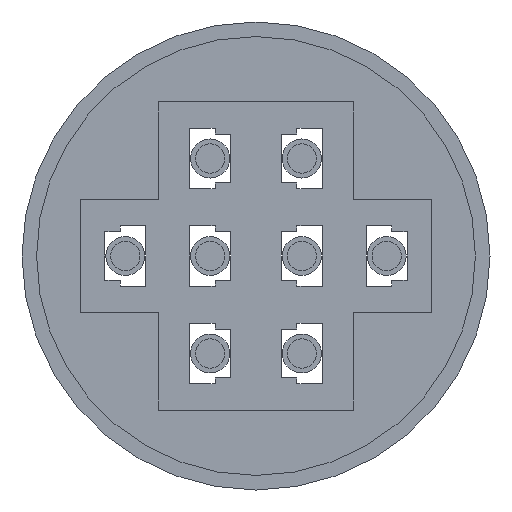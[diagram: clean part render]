
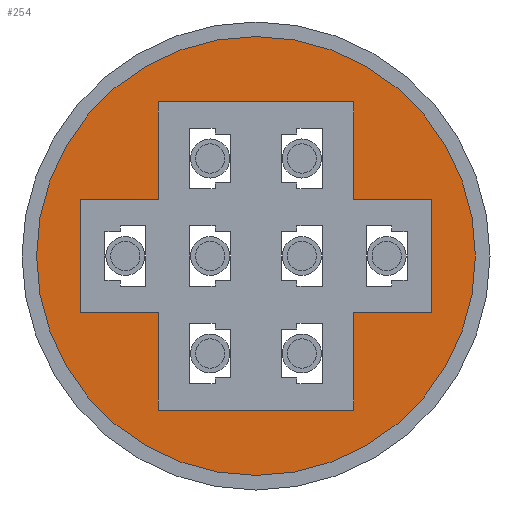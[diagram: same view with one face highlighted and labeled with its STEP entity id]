
A CAD part, front view. The second image highlights one B-rep face of the part: STEP entity #254.
In plain terms, the highlighted planar face has unit normal (0, -1, 0).
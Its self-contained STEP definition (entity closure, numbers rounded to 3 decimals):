
#254=ADVANCED_FACE('',(#2042,#2044),#2046,.T.);
#2042=FACE_BOUND('',#2043,.T.);
#2043=EDGE_LOOP('',(#3552));
#2044=FACE_BOUND('',#2045,.T.);
#2045=EDGE_LOOP('',(#3553,#3554,#3555,#3556,#3557,#3558,#3559,#3560,#3561,#3562,
#3563,#3564));
#2046=PLANE('',#2047);
#2047=AXIS2_PLACEMENT_3D('',#2048,#2049,#2050);
#2048=CARTESIAN_POINT('',(0.,-14.2,0.));
#2049=DIRECTION('',(0.,-1.,0.));
#2050=DIRECTION('',(1.,0.,0.));
#3552=ORIENTED_EDGE('',*,*,#4507,.T.);
#3553=ORIENTED_EDGE('',*,*,#4506,.T.);
#3554=ORIENTED_EDGE('',*,*,#4504,.T.);
#3555=ORIENTED_EDGE('',*,*,#4502,.T.);
#3556=ORIENTED_EDGE('',*,*,#4500,.T.);
#3557=ORIENTED_EDGE('',*,*,#4498,.T.);
#3558=ORIENTED_EDGE('',*,*,#4496,.T.);
#3559=ORIENTED_EDGE('',*,*,#4494,.T.);
#3560=ORIENTED_EDGE('',*,*,#4492,.T.);
#3561=ORIENTED_EDGE('',*,*,#4490,.T.);
#3562=ORIENTED_EDGE('',*,*,#4488,.T.);
#3563=ORIENTED_EDGE('',*,*,#4486,.T.);
#3564=ORIENTED_EDGE('',*,*,#4484,.T.);
#4484=EDGE_CURVE('',#5053,#5051,#5054,.T.);
#4486=EDGE_CURVE('',#5056,#5053,#5057,.T.);
#4488=EDGE_CURVE('',#5059,#5056,#5060,.T.);
#4490=EDGE_CURVE('',#5062,#5059,#5063,.T.);
#4492=EDGE_CURVE('',#5065,#5062,#5066,.T.);
#4494=EDGE_CURVE('',#5068,#5065,#5069,.T.);
#4496=EDGE_CURVE('',#5071,#5068,#5072,.T.);
#4498=EDGE_CURVE('',#5074,#5071,#5075,.T.);
#4500=EDGE_CURVE('',#5077,#5074,#5078,.T.);
#4502=EDGE_CURVE('',#5080,#5077,#5081,.T.);
#4504=EDGE_CURVE('',#5083,#5080,#5084,.T.);
#4506=EDGE_CURVE('',#5051,#5083,#5086,.T.);
#4507=EDGE_CURVE('',#5087,#5087,#5088,.T.);
#5051=VERTEX_POINT('',#6039);
#5053=VERTEX_POINT('',#6043);
#5054=LINE('',#6044,#6045);
#5056=VERTEX_POINT('',#6050);
#5057=LINE('',#6051,#6052);
#5059=VERTEX_POINT('',#6057);
#5060=LINE('',#6058,#6059);
#5062=VERTEX_POINT('',#6064);
#5063=LINE('',#6065,#6066);
#5065=VERTEX_POINT('',#6071);
#5066=LINE('',#6072,#6073);
#5068=VERTEX_POINT('',#6078);
#5069=LINE('',#6079,#6080);
#5071=VERTEX_POINT('',#6085);
#5072=LINE('',#6086,#6087);
#5074=VERTEX_POINT('',#6092);
#5075=LINE('',#6093,#6094);
#5077=VERTEX_POINT('',#6099);
#5078=LINE('',#6100,#6101);
#5080=VERTEX_POINT('',#6106);
#5081=LINE('',#6107,#6108);
#5083=VERTEX_POINT('',#6113);
#5084=LINE('',#6114,#6115);
#5086=LINE('',#6120,#6121);
#5087=VERTEX_POINT('',#6123);
#5088=CIRCLE('',#6124,11.25);
#6039=CARTESIAN_POINT('',(5.,-14.2,7.9));
#6043=CARTESIAN_POINT('',(-5.,-14.2,7.9));
#6044=CARTESIAN_POINT('',(-5.,-14.2,7.9));
#6045=VECTOR('',#6046,1.);
#6046=DIRECTION('',(1.,0.,0.));
#6050=CARTESIAN_POINT('',(-5.,-14.2,2.9));
#6051=CARTESIAN_POINT('',(-5.,-14.2,2.9));
#6052=VECTOR('',#6053,1.);
#6053=DIRECTION('',(0.,0.,1.));
#6057=CARTESIAN_POINT('',(-9.,-14.2,2.9));
#6058=CARTESIAN_POINT('',(-9.,-14.2,2.9));
#6059=VECTOR('',#6060,1.);
#6060=DIRECTION('',(1.,0.,0.));
#6064=CARTESIAN_POINT('',(-9.,-14.2,-2.9));
#6065=CARTESIAN_POINT('',(-9.,-14.2,-2.9));
#6066=VECTOR('',#6067,1.);
#6067=DIRECTION('',(0.,0.,1.));
#6071=CARTESIAN_POINT('',(-5.,-14.2,-2.9));
#6072=CARTESIAN_POINT('',(-5.,-14.2,-2.9));
#6073=VECTOR('',#6074,1.);
#6074=DIRECTION('',(-1.,0.,0.));
#6078=CARTESIAN_POINT('',(-5.,-14.2,-7.9));
#6079=CARTESIAN_POINT('',(-5.,-14.2,-7.9));
#6080=VECTOR('',#6081,1.);
#6081=DIRECTION('',(0.,0.,1.));
#6085=CARTESIAN_POINT('',(5.,-14.2,-7.9));
#6086=CARTESIAN_POINT('',(5.,-14.2,-7.9));
#6087=VECTOR('',#6088,1.);
#6088=DIRECTION('',(-1.,0.,0.));
#6092=CARTESIAN_POINT('',(5.,-14.2,-2.9));
#6093=CARTESIAN_POINT('',(5.,-14.2,-2.9));
#6094=VECTOR('',#6095,1.);
#6095=DIRECTION('',(0.,0.,-1.));
#6099=CARTESIAN_POINT('',(9.,-14.2,-2.9));
#6100=CARTESIAN_POINT('',(9.,-14.2,-2.9));
#6101=VECTOR('',#6102,1.);
#6102=DIRECTION('',(-1.,0.,0.));
#6106=CARTESIAN_POINT('',(9.,-14.2,2.9));
#6107=CARTESIAN_POINT('',(9.,-14.2,2.9));
#6108=VECTOR('',#6109,1.);
#6109=DIRECTION('',(0.,0.,-1.));
#6113=CARTESIAN_POINT('',(5.,-14.2,2.9));
#6114=CARTESIAN_POINT('',(5.,-14.2,2.9));
#6115=VECTOR('',#6116,1.);
#6116=DIRECTION('',(1.,0.,0.));
#6120=CARTESIAN_POINT('',(5.,-14.2,7.9));
#6121=VECTOR('',#6122,1.);
#6122=DIRECTION('',(0.,0.,-1.));
#6123=CARTESIAN_POINT('',(11.25,-14.2,0.));
#6124=AXIS2_PLACEMENT_3D('',#6125,#6126,#6127);
#6125=CARTESIAN_POINT('',(0.,-14.2,0.));
#6126=DIRECTION('',(0.,-1.,0.));
#6127=DIRECTION('',(1.,0.,0.));
